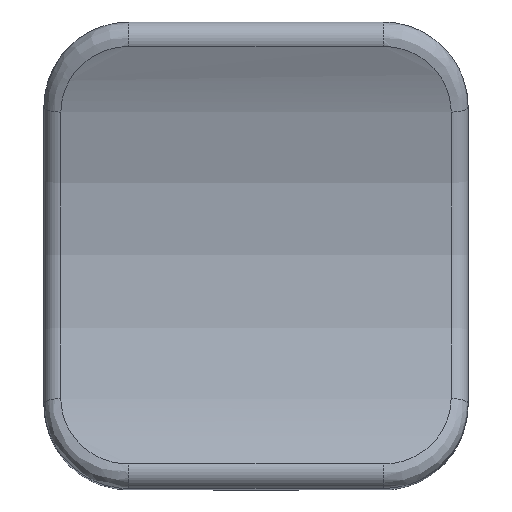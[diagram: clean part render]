
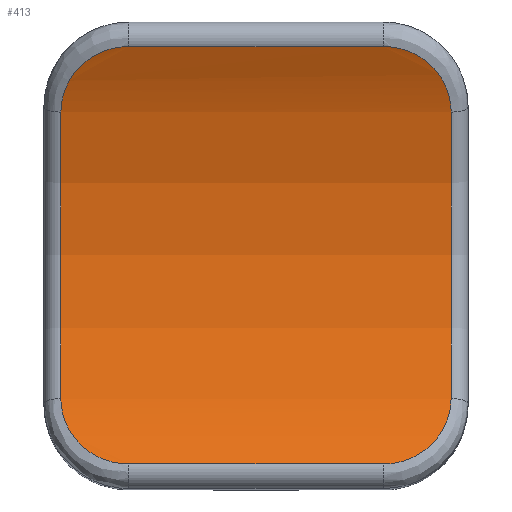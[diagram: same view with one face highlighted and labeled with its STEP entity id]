
A CAD part, top view. The second image highlights one B-rep face of the part: STEP entity #413.
In plain terms, the highlighted cylindrical face has radius 55 mm (diameter 110 mm), a partial arc.
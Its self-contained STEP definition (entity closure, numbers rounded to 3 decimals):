
#22=LINE('',#800,#35);
#24=LINE('',#968,#37);
#35=VECTOR('',#524,10.);
#37=VECTOR('',#540,10.);
#51=CYLINDRICAL_SURFACE('',#471,55.);
#73=FACE_OUTER_BOUND('',#101,.T.);
#101=EDGE_LOOP('',(#315,#316,#317,#318,#319,#320,#321,#322));
#118=B_SPLINE_CURVE_WITH_KNOTS('',3,(#697,#698,#699,#700,#701,#702,#703,
#704),.UNSPECIFIED.,.F.,.F.,(4,1,1,1,1,4),(0.,0.186,0.373,
0.559,0.932,1.305),.UNSPECIFIED.);
#120=B_SPLINE_CURVE_WITH_KNOTS('',3,(#786,#787,#788,#789,#790,#791,#792,
#793,#794),.UNSPECIFIED.,.F.,.F.,(4,1,1,1,1,1,4),(0.,
0.186,0.559,0.746,0.932,
1.119,1.305),.UNSPECIFIED.);
#122=B_SPLINE_CURVE_WITH_KNOTS('',3,(#868,#869,#870,#871,#872,#873,#874,
#875),.UNSPECIFIED.,.F.,.F.,(4,1,1,1,1,4),(0.,0.186,
0.373,0.559,0.932,1.305),
 .UNSPECIFIED.);
#124=B_SPLINE_CURVE_WITH_KNOTS('',3,(#957,#958,#959,#960,#961,#962,#963,
#964,#965),.UNSPECIFIED.,.F.,.F.,(4,1,1,1,1,1,4),(0.,
0.373,0.559,0.746,0.932,
1.119,1.305),.UNSPECIFIED.);
#137=CIRCLE('',#454,55.);
#143=CIRCLE('',#462,55.);
#167=VERTEX_POINT('',#683);
#170=VERTEX_POINT('',#695);
#171=VERTEX_POINT('',#706);
#173=VERTEX_POINT('',#774);
#175=VERTEX_POINT('',#796);
#177=VERTEX_POINT('',#857);
#179=VERTEX_POINT('',#877);
#181=VERTEX_POINT('',#945);
#207=EDGE_CURVE('',#170,#167,#118,.T.);
#210=EDGE_CURVE('',#167,#171,#137,.T.);
#213=EDGE_CURVE('',#171,#173,#120,.T.);
#216=EDGE_CURVE('',#173,#175,#22,.T.);
#219=EDGE_CURVE('',#175,#177,#122,.T.);
#222=EDGE_CURVE('',#177,#179,#143,.T.);
#225=EDGE_CURVE('',#179,#181,#124,.T.);
#227=EDGE_CURVE('',#181,#170,#24,.T.);
#315=ORIENTED_EDGE('',*,*,#207,.F.);
#316=ORIENTED_EDGE('',*,*,#227,.F.);
#317=ORIENTED_EDGE('',*,*,#225,.F.);
#318=ORIENTED_EDGE('',*,*,#222,.F.);
#319=ORIENTED_EDGE('',*,*,#219,.F.);
#320=ORIENTED_EDGE('',*,*,#216,.F.);
#321=ORIENTED_EDGE('',*,*,#213,.F.);
#322=ORIENTED_EDGE('',*,*,#210,.F.);
#413=ADVANCED_FACE('',(#73),#51,.F.);
#454=AXIS2_PLACEMENT_3D('',#710,#515,#516);
#462=AXIS2_PLACEMENT_3D('',#881,#533,#534);
#471=AXIS2_PLACEMENT_3D('',#1000,#558,#559);
#515=DIRECTION('center_axis',(1.,0.,0.));
#516=DIRECTION('ref_axis',(0.,0.,-1.));
#524=DIRECTION('',(1.,0.,0.));
#533=DIRECTION('center_axis',(-1.,0.,0.));
#534=DIRECTION('ref_axis',(0.,0.,-1.));
#540=DIRECTION('',(-1.,0.,0.));
#558=DIRECTION('center_axis',(1.,0.,0.));
#559=DIRECTION('ref_axis',(0.,0.5,0.866));
#683=CARTESIAN_POINT('',(-23.,-16.886,-24.844));
#695=CARTESIAN_POINT('',(-15.,-24.605,-21.689));
#697=CARTESIAN_POINT('Ctrl Pts',(-15.,-24.605,-21.689));
#698=CARTESIAN_POINT('Ctrl Pts',(-15.621,-24.605,-21.689));
#699=CARTESIAN_POINT('Ctrl Pts',(-16.864,-24.464,-21.76));
#700=CARTESIAN_POINT('Ctrl Pts',(-18.605,-23.853,-22.061));
#701=CARTESIAN_POINT('Ctrl Pts',(-20.636,-22.575,-22.664));
#702=CARTESIAN_POINT('Ctrl Pts',(-22.472,-20.282,-23.662));
#703=CARTESIAN_POINT('Ctrl Pts',(-23.,-18.027,-24.475));
#704=CARTESIAN_POINT('Ctrl Pts',(-23.,-16.886,-24.844));
#706=CARTESIAN_POINT('',(-23.,16.886,-24.844));
#710=CARTESIAN_POINT('Origin',(-23.,0.,27.5));
#774=CARTESIAN_POINT('',(-15.,24.605,-21.689));
#786=CARTESIAN_POINT('Ctrl Pts',(-23.,16.886,-24.844));
#787=CARTESIAN_POINT('Ctrl Pts',(-23.,17.457,-24.66));
#788=CARTESIAN_POINT('Ctrl Pts',(-22.803,19.16,-24.08));
#789=CARTESIAN_POINT('Ctrl Pts',(-21.786,21.245,-23.248));
#790=CARTESIAN_POINT('Ctrl Pts',(-20.128,22.895,-22.513));
#791=CARTESIAN_POINT('Ctrl Pts',(-18.605,23.852,-22.061));
#792=CARTESIAN_POINT('Ctrl Pts',(-16.864,24.464,-21.76));
#793=CARTESIAN_POINT('Ctrl Pts',(-15.621,24.605,-21.689));
#794=CARTESIAN_POINT('Ctrl Pts',(-15.,24.605,-21.689));
#796=CARTESIAN_POINT('',(15.,24.605,-21.689));
#800=CARTESIAN_POINT('',(0.,24.605,-21.689));
#857=CARTESIAN_POINT('',(23.,16.886,-24.844));
#868=CARTESIAN_POINT('Ctrl Pts',(15.,24.605,-21.689));
#869=CARTESIAN_POINT('Ctrl Pts',(15.621,24.605,-21.689));
#870=CARTESIAN_POINT('Ctrl Pts',(16.865,24.464,-21.76));
#871=CARTESIAN_POINT('Ctrl Pts',(18.605,23.852,-22.061));
#872=CARTESIAN_POINT('Ctrl Pts',(20.636,22.575,-22.664));
#873=CARTESIAN_POINT('Ctrl Pts',(22.472,20.281,-23.662));
#874=CARTESIAN_POINT('Ctrl Pts',(23.,18.027,-24.475));
#875=CARTESIAN_POINT('Ctrl Pts',(23.,16.886,-24.844));
#877=CARTESIAN_POINT('',(23.,-16.886,-24.844));
#881=CARTESIAN_POINT('Origin',(23.,0.,27.5));
#945=CARTESIAN_POINT('',(15.,-24.605,-21.689));
#957=CARTESIAN_POINT('Ctrl Pts',(23.,-16.886,-24.844));
#958=CARTESIAN_POINT('Ctrl Pts',(23.,-18.027,-24.475));
#959=CARTESIAN_POINT('Ctrl Pts',(22.604,-19.718,-23.865));
#960=CARTESIAN_POINT('Ctrl Pts',(21.371,-21.657,-23.063));
#961=CARTESIAN_POINT('Ctrl Pts',(20.128,-22.895,-22.513));
#962=CARTESIAN_POINT('Ctrl Pts',(18.605,-23.852,-22.061));
#963=CARTESIAN_POINT('Ctrl Pts',(16.864,-24.464,-21.76));
#964=CARTESIAN_POINT('Ctrl Pts',(15.621,-24.605,-21.689));
#965=CARTESIAN_POINT('Ctrl Pts',(15.,-24.605,-21.689));
#968=CARTESIAN_POINT('',(0.,-24.605,-21.689));
#1000=CARTESIAN_POINT('Origin',(0.,0.,27.5));
